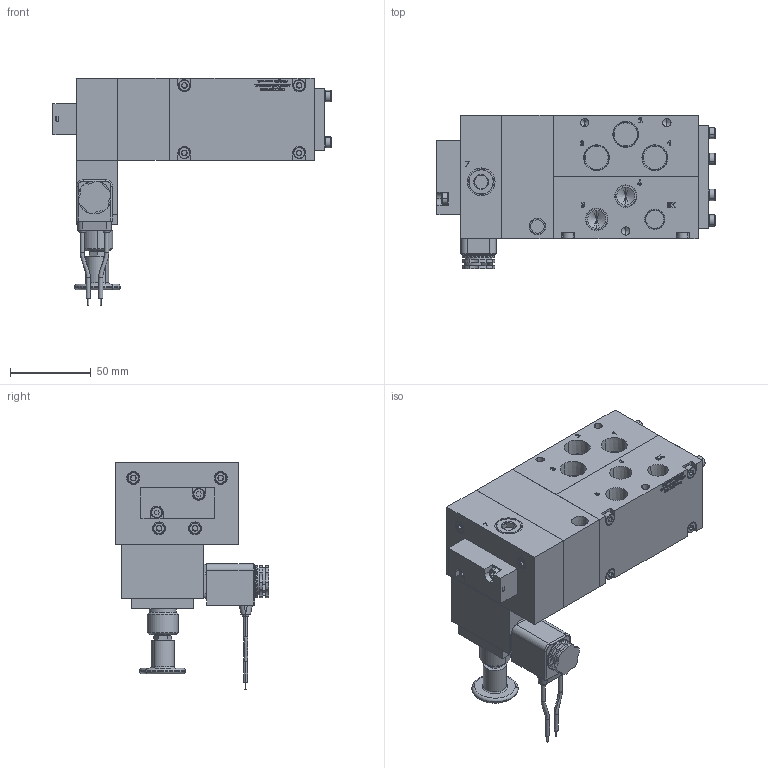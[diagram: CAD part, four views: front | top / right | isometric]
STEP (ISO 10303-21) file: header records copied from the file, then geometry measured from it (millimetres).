
FILE_DESCRIPTION (( 'STEP AP214' ), '1' );
FILE_NAME ('B2400-B53-LIFT-AXLE-CTRL-X-OVER-L-TO-R-NO-REG.STEP', '2021-07-30T11:29:10', ( '' ), ( '' ), 'SwSTEP 2.0', 'SolidWorks 2018', '' );
FILE_SCHEMA (( 'AUTOMOTIVE_DESIGN' ));
Length unit declared in the file: inch
Products named in the file (1): B2400-B53-LIFT-AXLE-CTRL-X-OVER-L-TO-R-NO-REG
Bounding box: 171.74 x 94.71 x 140.74 mm (x, y, z)
Volume: 659491.4 mm3; surface area: 71814.8 mm2
Topology: 1 solids, 4 shells, 2573 faces, 6463 edges, 4117 vertices
Faces by surface type: plane 1308, bspline 622, cone 298, cylinder 284, torus 61
Entity records: 139824 total; most frequent: CARTESIAN_POINT 49246, ORIENTED_EDGE 12898, DIRECTION 9643, EDGE_CURVE 6449, VERTEX_POINT 4117, VECTOR 3851, LINE 3851, AXIS2_PLACEMENT_3D 2896
